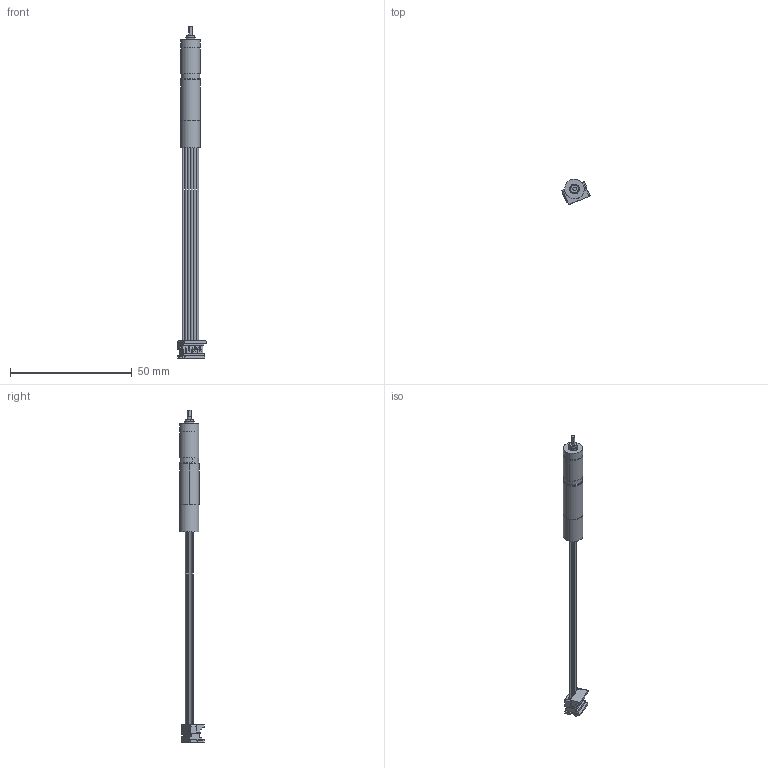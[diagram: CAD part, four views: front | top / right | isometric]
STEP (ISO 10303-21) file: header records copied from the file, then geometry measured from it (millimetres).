
FILE_DESCRIPTION (( 'STEP AP203' ), '1' );
FILE_NAME ('DCU08017+RS08+PG08C-0256.STEP', '2020-05-13T08:12:34', ( 'Sky123.Org' ), ( 'Sky123.Org' ), 'SwSTEP 2.0', 'SolidWorks 2014', '' );
FILE_SCHEMA (( 'CONFIG_CONTROL_DESIGN' ));
Length unit declared in the file: millimetre
Products named in the file (1): DCU08017+RS08+PG08C-0256
Bounding box: 11.81 x 10.25 x 136.34 mm (x, y, z)
Surface area: 3056.3 mm2 (no closed solid volume)
Topology: 0 solids, 5 shells, 170 faces, 816 edges, 654 vertices
Faces by surface type: plane 125, cylinder 43, cone 2
Entity records: 8353 total; most frequent: CARTESIAN_POINT 1841, DIRECTION 1213, ORIENTED_EDGE 1193, EDGE_CURVE 816, LINE 681, VECTOR 681, VERTEX_POINT 654, AXIS2_PLACEMENT_3D 266
